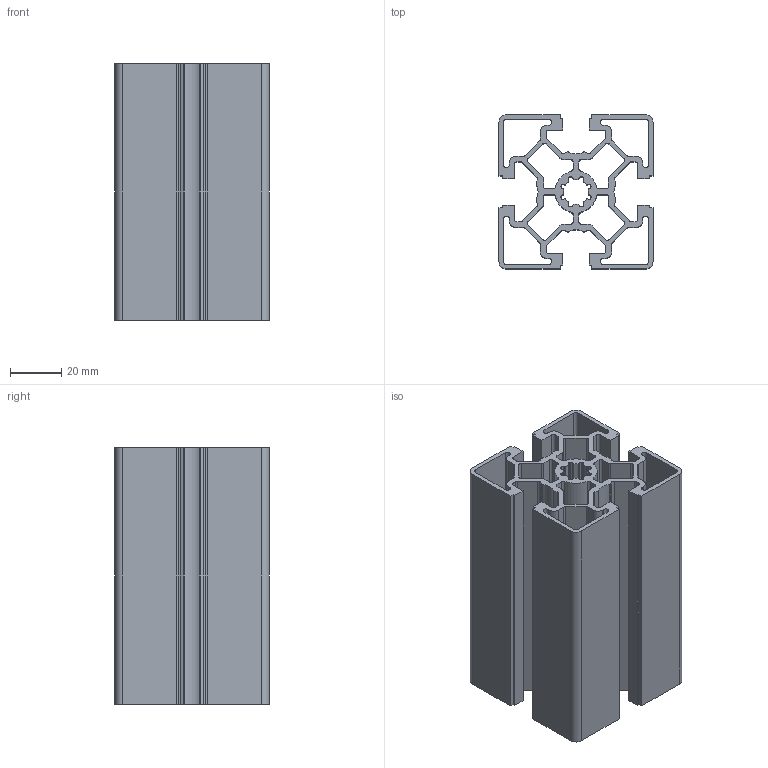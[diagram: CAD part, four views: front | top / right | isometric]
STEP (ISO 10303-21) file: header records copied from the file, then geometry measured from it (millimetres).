
FILE_DESCRIPTION(/* description */ ('PROF.ALL. 60X60 4C CAVA 10'),/* implementation_level */ '2;1');
FILE_NAME(/* name */ 'BPRDD0000629.stp',/* time_stamp */ '2018-11-19T11:11:11+01:00',/* author */ ('fzagni'),/* organization */ (''),/* preprocessor_version */ 'ST-DEVELOPER v16.1',/* originating_system */ 'Autodesk Inventor 2016',/* authorisation */ '');
FILE_SCHEMA (('AUTOMOTIVE_DESIGN { 1 0 10303 214 3 1 1 }'));
Length unit declared in the file: millimetre
Products named in the file (1): BPRDD0000629
Bounding box: 60 x 60 x 100 mm (x, y, z)
Volume: 105103.5 mm3; surface area: 98412.2 mm2
Topology: 1 solids, 1 shells, 290 faces, 864 edges, 576 vertices
Faces by surface type: cylinder 160, plane 130
Entity records: 9908 total; most frequent: DIRECTION 1766, CARTESIAN_POINT 1731, ORIENTED_EDGE 1728, EDGE_CURVE 864, AXIS2_PLACEMENT_3D 611, VERTEX_POINT 576, LINE 544, VECTOR 544
